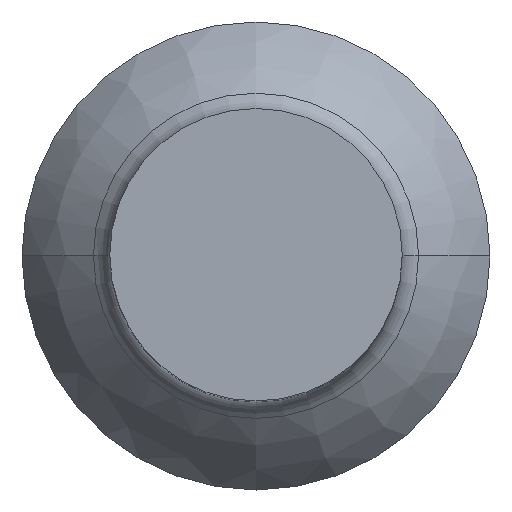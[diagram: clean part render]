
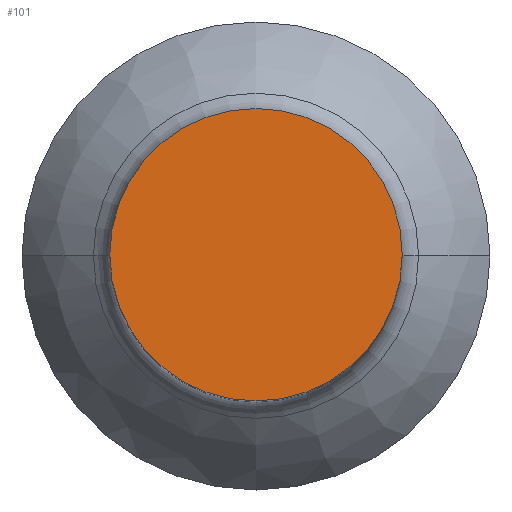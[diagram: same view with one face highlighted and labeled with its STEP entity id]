
A CAD part, top view. The second image highlights one B-rep face of the part: STEP entity #101.
In plain terms, the highlighted planar face has unit normal (0, 0, 1).
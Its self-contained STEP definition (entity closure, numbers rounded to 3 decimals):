
#35=PLANE('',#486);
#101=ADVANCED_FACE('',(#130),#35,.F.);
#130=FACE_OUTER_BOUND('',#155,.T.);
#155=EDGE_LOOP('',(#250,#251));
#181=CIRCLE('',#482,2.);
#182=CIRCLE('',#484,2.);
#250=ORIENTED_EDGE('',*,*,#385,.F.);
#251=ORIENTED_EDGE('',*,*,#388,.T.);
#335=VERTEX_POINT('',#1009);
#336=VERTEX_POINT('',#1010);
#385=EDGE_CURVE('',#335,#336,#181,.T.);
#388=EDGE_CURVE('',#335,#336,#182,.T.);
#482=AXIS2_PLACEMENT_3D('',#1008,#558,#559);
#484=AXIS2_PLACEMENT_3D('',#1014,#564,#565);
#486=AXIS2_PLACEMENT_3D('',#1016,#568,#569);
#558=DIRECTION('',(0.,0.,-1.));
#559=DIRECTION('',(1.,0.,0.));
#564=DIRECTION('',(0.,0.,1.));
#565=DIRECTION('',(1.,0.,0.));
#568=DIRECTION('',(0.,0.,-1.));
#569=DIRECTION('',(-1.,0.,0.));
#1008=CARTESIAN_POINT('',(0.,0.,10.6));
#1009=CARTESIAN_POINT('',(2.,0.,10.6));
#1010=CARTESIAN_POINT('',(-2.,0.,10.6));
#1014=CARTESIAN_POINT('',(0.,0.,10.6));
#1016=CARTESIAN_POINT('',(0.,0.,10.6));
